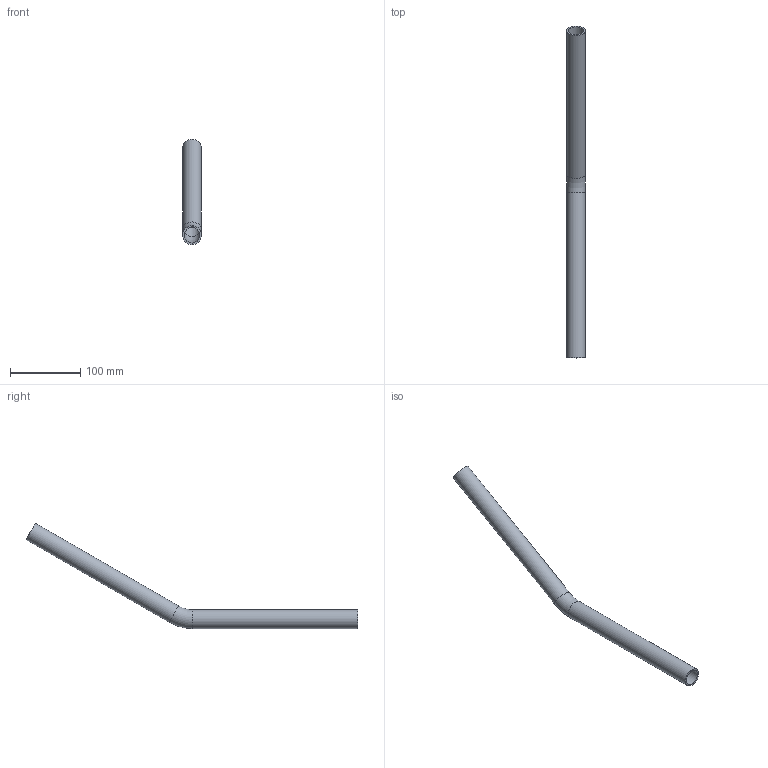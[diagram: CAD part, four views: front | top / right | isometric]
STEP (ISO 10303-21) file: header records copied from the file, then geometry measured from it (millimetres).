
FILE_DESCRIPTION (( 'STEP AP203' ), '1' );
FILE_NAME ('6965-030.step', '2023-09-14T07:40:15', ( '' ), ( '' ), 'SwSTEP 2.0', 'SolidWorks 2018', '' );
FILE_SCHEMA (( 'CONFIG_CONTROL_DESIGN' ));
Length unit declared in the file: millimetre
Products named in the file (1): 6965-030
Bounding box: 26.9 x 473.85 x 150.26 mm (x, y, z)
Volume: 88875.6 mm3; surface area: 77642.3 mm2
Topology: 1 solids, 1 shells, 223 faces, 589 edges, 392 vertices
Faces by surface type: bspline 115, plane 102, cylinder 4, torus 2
Full cylindrical faces by diameter (mm): 22.3 x2, 26.9 x2
Entity records: 13210 total; most frequent: CARTESIAN_POINT 8422, ORIENTED_EDGE 1162, EDGE_CURVE 581, DIRECTION 577, VERTEX_POINT 390, LINE 343, VECTOR 343, EDGE_LOOP 255
